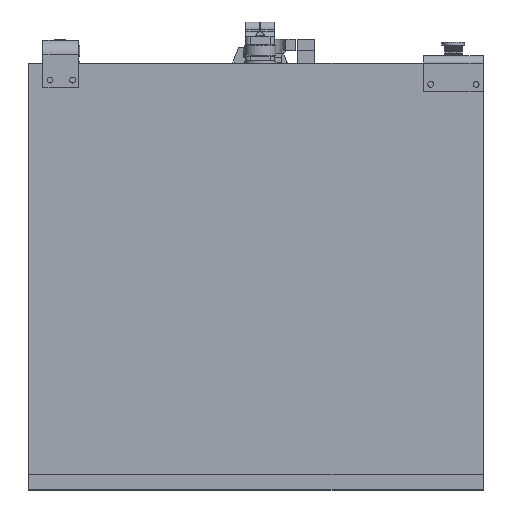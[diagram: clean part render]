
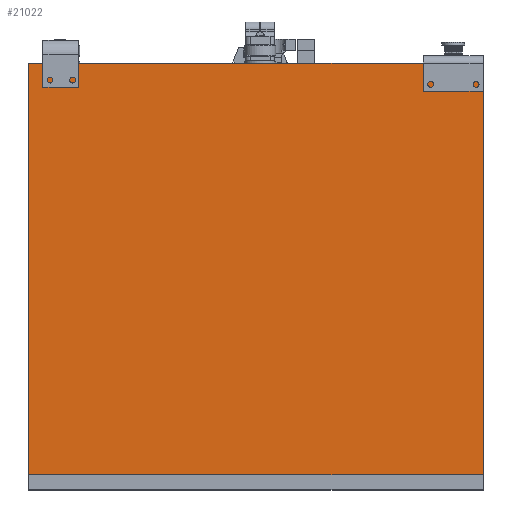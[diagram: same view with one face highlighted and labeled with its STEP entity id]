
A CAD part, top view. The second image highlights one B-rep face of the part: STEP entity #21022.
In plain terms, the highlighted face is planar.
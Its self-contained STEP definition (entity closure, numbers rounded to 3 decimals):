
#2280=FACE_OUTER_BOUND('',#3440,.T.);
#3440=EDGE_LOOP('',(#14326,#14327,#14328,#14329));
#5052=LINE('',#29628,#7124);
#5056=LINE('',#29636,#7128);
#5059=LINE('',#29642,#7131);
#5062=LINE('',#29647,#7134);
#7124=VECTOR('',#24007,320.);
#7128=VECTOR('',#24013,290.);
#7131=VECTOR('',#24018,320.);
#7134=VECTOR('',#24023,290.);
#9192=VERTEX_POINT('',#29626);
#9193=VERTEX_POINT('',#29627);
#9196=VERTEX_POINT('',#29635);
#9198=VERTEX_POINT('',#29641);
#11295=EDGE_CURVE('',#9192,#9193,#5052,.T.);
#11299=EDGE_CURVE('',#9193,#9196,#5056,.T.);
#11302=EDGE_CURVE('',#9196,#9198,#5059,.T.);
#11305=EDGE_CURVE('',#9198,#9192,#5062,.T.);
#14326=ORIENTED_EDGE('',*,*,#11305,.T.);
#14327=ORIENTED_EDGE('',*,*,#11295,.T.);
#14328=ORIENTED_EDGE('',*,*,#11299,.T.);
#14329=ORIENTED_EDGE('',*,*,#11302,.T.);
#20302=PLANE('',#22215);
#21022=ADVANCED_FACE('',(#2280),#20302,.F.);
#22215=AXIS2_PLACEMENT_3D('',#29649,#24025,#24026);
#24007=DIRECTION('',(0.,0.,-1.));
#24013=DIRECTION('',(0.,-1.,0.));
#24018=DIRECTION('',(0.,0.,1.));
#24023=DIRECTION('',(0.,1.,0.));
#24025=DIRECTION('center_axis',(1.,0.,0.));
#24026=DIRECTION('ref_axis',(0.,0.,-1.));
#29626=CARTESIAN_POINT('',(0.,290.,0.));
#29627=CARTESIAN_POINT('',(0.,290.,-320.));
#29628=CARTESIAN_POINT('',(0.,290.,0.));
#29635=CARTESIAN_POINT('',(0.,0.,-320.));
#29636=CARTESIAN_POINT('',(0.,290.,-320.));
#29641=CARTESIAN_POINT('',(0.,0.,0.));
#29642=CARTESIAN_POINT('',(0.,0.,-320.));
#29647=CARTESIAN_POINT('',(0.,0.,0.));
#29649=CARTESIAN_POINT('Origin',(0.,145.,-160.));
